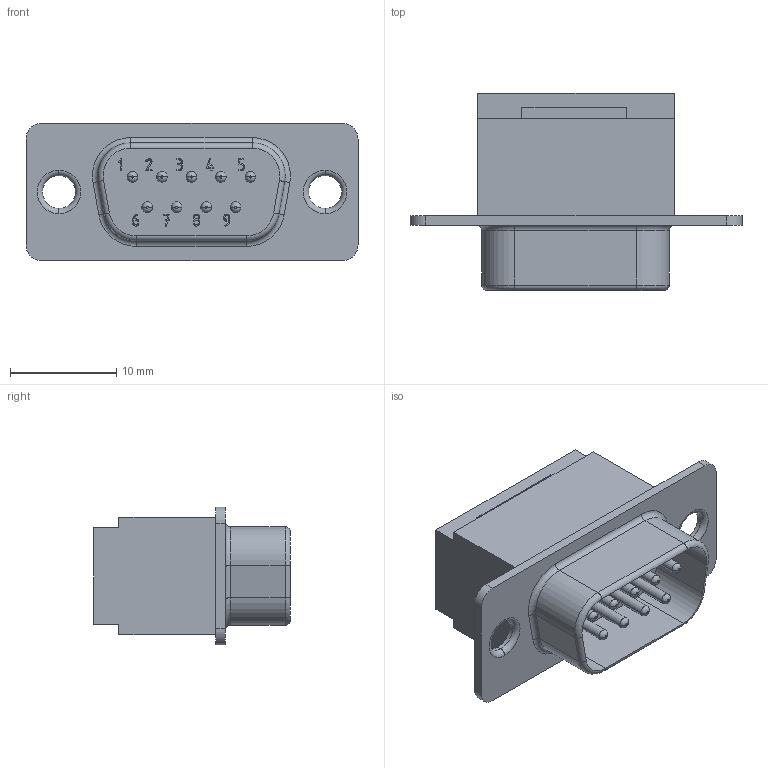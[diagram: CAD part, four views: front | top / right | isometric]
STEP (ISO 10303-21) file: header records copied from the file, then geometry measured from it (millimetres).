
FILE_DESCRIPTION(('Creo Elements/Direct Modeling STEP Export'),'2;1');
FILE_NAME('model.stp','2019-08-09T16:25:20',(''),(''),'Creo Elements/Direct Modeling STEP processor for AP214 (Solid Model)','Creo Elements/Direct Modeling 20.1A 29-Sep-2018 (C) Parametric Technology GmbH','');
FILE_SCHEMA(('AUTOMOTIVE_DESIGN { 1 0 10303 214 1 1 1 1 }'));
Length unit declared in the file: millimetre
Products named in the file (2): VS-09-ST-DSUB-FK
Assembly tree (1 placements, depth 2):
  VS-09-ST-DSUB-FK
    VS-09-ST-DSUB-FK
Bounding box: 31.19 x 18.5 x 12.93 mm (x, y, z)
Volume: 2774 mm3; surface area: 2219.7 mm2
Topology: 1 solids, 1 shells, 295 faces, 761 edges, 492 vertices
Faces by surface type: cylinder 131, plane 128, torus 30, extrusion 6
Entity records: 11264 total; most frequent: CARTESIAN_POINT 1600, DIRECTION 1566, ORIENTED_EDGE 1522, EDGE_CURVE 761, AXIS2_PLACEMENT_3D 561, VERTEX_POINT 492, VECTOR 444, LINE 438
